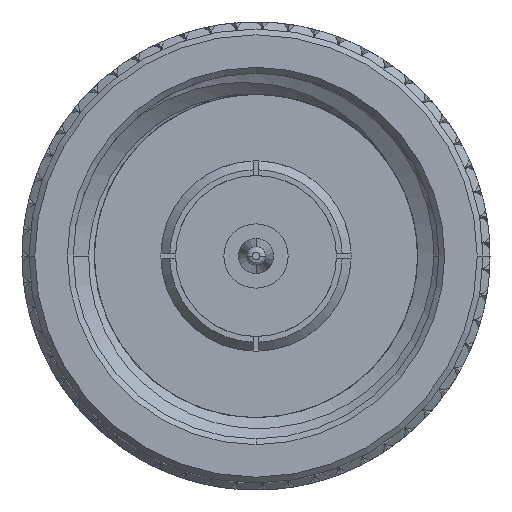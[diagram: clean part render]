
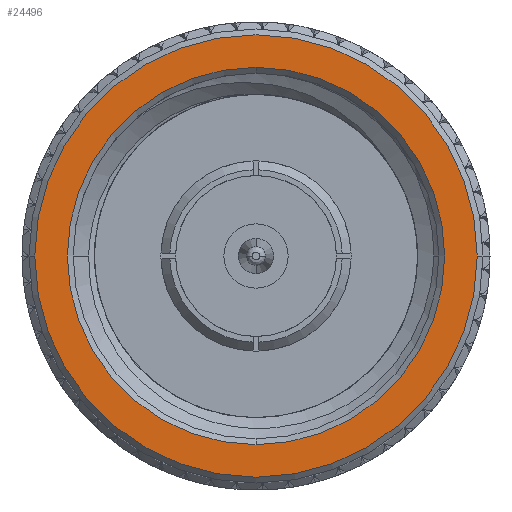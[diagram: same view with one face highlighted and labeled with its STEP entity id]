
A CAD part, left-side view. The second image highlights one B-rep face of the part: STEP entity #24496.
In plain terms, the highlighted planar face has unit normal (-1, 0, 0).
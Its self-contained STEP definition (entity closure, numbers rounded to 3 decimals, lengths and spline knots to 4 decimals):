
#697 = AXIS2_PLACEMENT_3D ( 'NONE', #98909, #145477, #160050 ) ;
#1421 = CARTESIAN_POINT ( 'NONE',  ( 0., 0., -0.3225 ) ) ;
#9805 = ORIENTED_EDGE ( 'NONE', *, *, #159354, .T. ) ;
#19465 = VERTEX_POINT ( 'NONE', #131628 ) ;
#24391 = CARTESIAN_POINT ( 'NONE',  ( 0., 0., 0. ) ) ;
#24496 = ADVANCED_FACE ( 'NONE', ( #150431, #61031 ), #34754, .T. ) ;
#24815 = CARTESIAN_POINT ( 'NONE',  ( 0., 0., 0. ) ) ;
#25024 = CIRCLE ( 'NONE', #145934, 0.3781 ) ;
#29002 = EDGE_LOOP ( 'NONE', ( #146272, #9805 ) ) ;
#34313 = CARTESIAN_POINT ( 'NONE',  ( 0., 0., 0. ) ) ;
#34754 = PLANE ( 'NONE',  #121799 ) ;
#38420 = DIRECTION ( 'NONE',  ( -1., 0., 0. ) ) ;
#40823 = CARTESIAN_POINT ( 'NONE',  ( 0., -0.3781, 0. ) ) ;
#43625 = AXIS2_PLACEMENT_3D ( 'NONE', #24391, #101125, #189619 ) ;
#44581 = VERTEX_POINT ( 'NONE', #1421 ) ;
#48411 = VERTEX_POINT ( 'NONE', #121013 ) ;
#52051 = DIRECTION ( 'NONE',  ( 0., 1., 0. ) ) ;
#52929 = CIRCLE ( 'NONE', #43625, 0.3225 ) ;
#59635 = CIRCLE ( 'NONE', #697, 0.3781 ) ;
#60330 = VERTEX_POINT ( 'NONE', #40823 ) ;
#61031 = FACE_OUTER_BOUND ( 'NONE', #29002, .T. ) ;
#61098 = EDGE_CURVE ( 'NONE', #19465, #44581, #52929, .T. ) ;
#65385 = DIRECTION ( 'NONE',  ( 1., 0., 0. ) ) ;
#76576 = DIRECTION ( 'NONE',  ( 0., 1., 0. ) ) ;
#78383 = EDGE_LOOP ( 'NONE', ( #188712, #192475 ) ) ;
#79977 = DIRECTION ( 'NONE',  ( 0., 0., 1. ) ) ;
#84386 = CIRCLE ( 'NONE', #115494, 0.3225 ) ;
#98909 = CARTESIAN_POINT ( 'NONE',  ( 0., 0., 0. ) ) ;
#101125 = DIRECTION ( 'NONE',  ( 1., 0., 0. ) ) ;
#115494 = AXIS2_PLACEMENT_3D ( 'NONE', #34313, #65385, #79977 ) ;
#121013 = CARTESIAN_POINT ( 'NONE',  ( 0., 0.3781, 0. ) ) ;
#121333 = CARTESIAN_POINT ( 'NONE',  ( 0., 0.3881, 0. ) ) ;
#121799 = AXIS2_PLACEMENT_3D ( 'NONE', #121333, #134902, #76576 ) ;
#123741 = EDGE_CURVE ( 'NONE', #44581, #19465, #84386, .T. ) ;
#131628 = CARTESIAN_POINT ( 'NONE',  ( 0., 0., 0.3225 ) ) ;
#134902 = DIRECTION ( 'NONE',  ( -1., 0., 0. ) ) ;
#140639 = EDGE_CURVE ( 'NONE', #48411, #60330, #59635, .T. ) ;
#145477 = DIRECTION ( 'NONE',  ( -1., 0., 0. ) ) ;
#145934 = AXIS2_PLACEMENT_3D ( 'NONE', #24815, #38420, #52051 ) ;
#146272 = ORIENTED_EDGE ( 'NONE', *, *, #140639, .T. ) ;
#150431 = FACE_BOUND ( 'NONE', #78383, .T. ) ;
#159354 = EDGE_CURVE ( 'NONE', #60330, #48411, #25024, .T. ) ;
#160050 = DIRECTION ( 'NONE',  ( 0., 1., 0. ) ) ;
#188712 = ORIENTED_EDGE ( 'NONE', *, *, #61098, .T. ) ;
#189619 = DIRECTION ( 'NONE',  ( 0., 0., 1. ) ) ;
#192475 = ORIENTED_EDGE ( 'NONE', *, *, #123741, .T. ) ;
